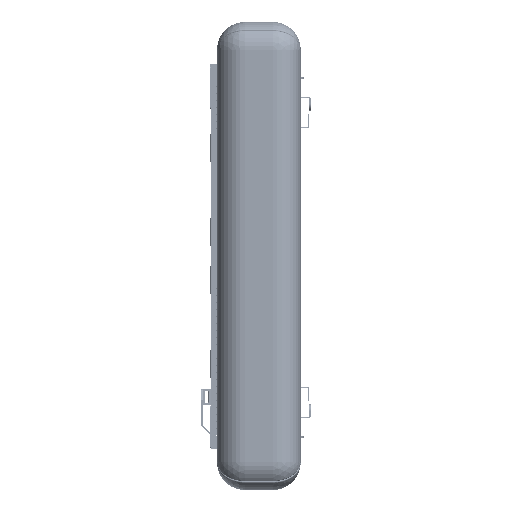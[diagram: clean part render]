
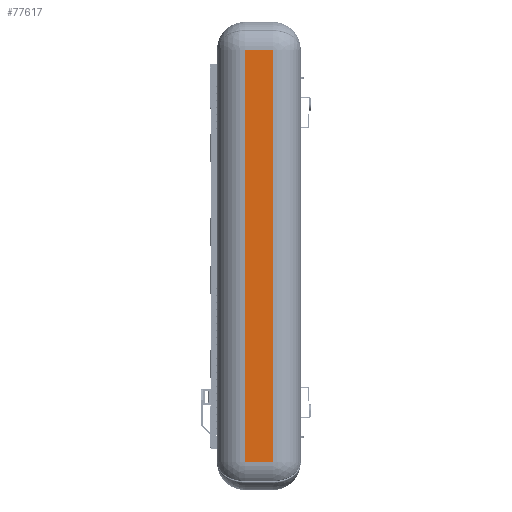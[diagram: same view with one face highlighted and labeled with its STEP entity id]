
A CAD part, left-side view. The second image highlights one B-rep face of the part: STEP entity #77617.
In plain terms, the highlighted planar face has unit normal (-1, 0, 0).
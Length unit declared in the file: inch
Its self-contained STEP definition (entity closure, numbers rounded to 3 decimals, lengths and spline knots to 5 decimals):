
#990 = VERTEX_POINT ( 'NONE', #71846 ) ;
#2493 = CARTESIAN_POINT ( 'NONE',  ( -18.25, 6., 16.75 ) ) ;
#4630 = EDGE_LOOP ( 'NONE', ( #16526, #53948, #20501, #65006 ) ) ;
#5439 = VECTOR ( 'NONE', #54312, 39.37008 ) ;
#6220 = LINE ( 'NONE', #58619, #68262 ) ;
#9217 = LINE ( 'NONE', #36704, #5439 ) ;
#16098 = CARTESIAN_POINT ( 'NONE',  ( -18.25, 2., 14.75 ) ) ;
#16526 = ORIENTED_EDGE ( 'NONE', *, *, #62071, .T. ) ;
#18602 = CARTESIAN_POINT ( 'NONE',  ( -18.25, 2., -14.75 ) ) ;
#20501 = ORIENTED_EDGE ( 'NONE', *, *, #21697, .T. ) ;
#21697 = EDGE_CURVE ( 'NONE', #48179, #66860, #6220, .T. ) ;
#22642 = DIRECTION ( 'NONE',  ( 0., 0., 1. ) ) ;
#24644 = DIRECTION ( 'NONE',  ( 0., -1., 0. ) ) ;
#33055 = VECTOR ( 'NONE', #24644, 39.37008 ) ;
#34378 = CARTESIAN_POINT ( 'NONE',  ( -18.25, 4., 16.75 ) ) ;
#36704 = CARTESIAN_POINT ( 'NONE',  ( -18.25, 6., 14.75 ) ) ;
#37143 = VERTEX_POINT ( 'NONE', #52879 ) ;
#37825 = EDGE_CURVE ( 'NONE', #66860, #990, #9217, .T. ) ;
#40170 = DIRECTION ( 'NONE',  ( 0., 0., -1. ) ) ;
#46827 = VECTOR ( 'NONE', #40170, 39.37008 ) ;
#47745 = LINE ( 'NONE', #34378, #46827 ) ;
#48179 = VERTEX_POINT ( 'NONE', #18602 ) ;
#52879 = CARTESIAN_POINT ( 'NONE',  ( -18.25, 4., -14.75 ) ) ;
#53948 = ORIENTED_EDGE ( 'NONE', *, *, #60065, .T. ) ;
#54312 = DIRECTION ( 'NONE',  ( 0., 1., 0. ) ) ;
#55095 = CARTESIAN_POINT ( 'NONE',  ( -18.25, 6., -14.75 ) ) ;
#58280 = AXIS2_PLACEMENT_3D ( 'NONE', #2493, #75020, #63696 ) ;
#58619 = CARTESIAN_POINT ( 'NONE',  ( -18.25, 2., 16.75 ) ) ;
#60065 = EDGE_CURVE ( 'NONE', #37143, #48179, #76394, .T. ) ;
#62071 = EDGE_CURVE ( 'NONE', #990, #37143, #47745, .T. ) ;
#63696 = DIRECTION ( 'NONE',  ( 0., 0., -1. ) ) ;
#65006 = ORIENTED_EDGE ( 'NONE', *, *, #37825, .T. ) ;
#66860 = VERTEX_POINT ( 'NONE', #16098 ) ;
#68262 = VECTOR ( 'NONE', #22642, 39.37008 ) ;
#68437 = PLANE ( 'NONE',  #58280 ) ;
#71846 = CARTESIAN_POINT ( 'NONE',  ( -18.25, 4., 14.75 ) ) ;
#75020 = DIRECTION ( 'NONE',  ( 1., 0., 0. ) ) ;
#76394 = LINE ( 'NONE', #55095, #33055 ) ;
#77567 = FACE_OUTER_BOUND ( 'NONE', #4630, .T. ) ;
#77617 = ADVANCED_FACE ( 'NONE', ( #77567 ), #68437, .F. ) ;
